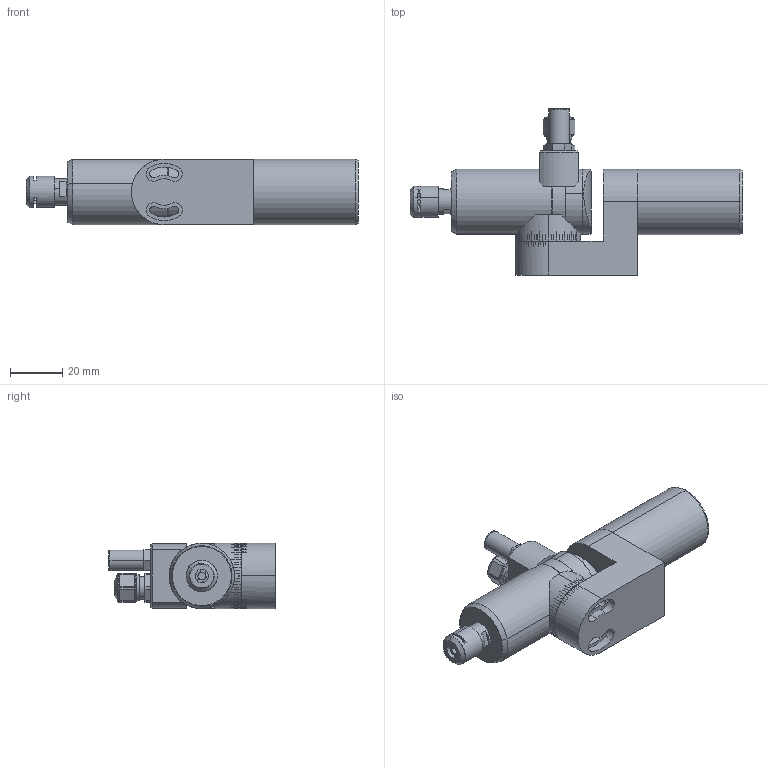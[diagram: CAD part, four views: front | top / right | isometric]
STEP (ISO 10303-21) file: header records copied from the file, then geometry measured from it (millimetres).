
FILE_DESCRIPTION (( 'STEP AP203' ), '1' );
FILE_NAME ('025S060PS-99-.STEP', '2012-04-25T13:34:43', ( 'FM10CAD1' ), ( 'IBAG Switzerland AG' ), 'SwSTEP 2.0', 'SolidWorks 2010', '' );
FILE_SCHEMA (( 'CONFIG_CONTROL_DESIGN' ));
Length unit declared in the file: millimetre
Products named in the file (1): 025S060PS-99-
Bounding box: 126.78 x 63.5 x 25 mm (x, y, z)
Surface area: 20962 mm2 (no closed solid volume)
Topology: 0 solids, 20 shells, 233 faces, 1187 edges, 949 vertices
Faces by surface type: cylinder 101, plane 97, cone 21, torus 14
Entity records: 12432 total; most frequent: CARTESIAN_POINT 2761, DIRECTION 2179, ORIENTED_EDGE 1669, EDGE_CURVE 1187, VERTEX_POINT 949, AXIS2_PLACEMENT_3D 809, CIRCLE 575, VECTOR 561
